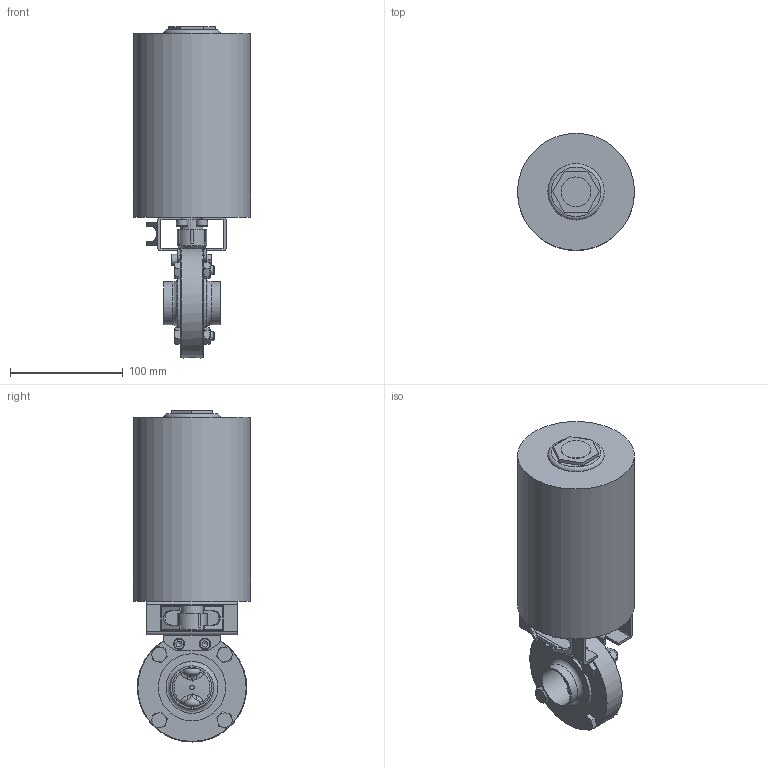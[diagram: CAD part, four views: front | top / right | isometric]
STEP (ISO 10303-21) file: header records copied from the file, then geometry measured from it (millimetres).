
FILE_DESCRIPTION((''),'2;1');
FILE_NAME('52204112XX20.stp','2010-11-26T09:00:28',('Creator'),(''),'Autodesk Inventor 2010','Autodesk Inventor 2010','');
FILE_SCHEMA(('AUTOMOTIVE_DESIGN { 1 0 10303 214 1 1 1 1 }'));
Length unit declared in the file: millimetre
Products named in the file (1): 52204112XX20
Bounding box: 103.8 x 103.8 x 294.5 mm (x, y, z)
Volume: 1582933.6 mm3; surface area: 134432 mm2
Topology: 1 solids, 5 shells, 478 faces, 1248 edges, 776 vertices
Faces by surface type: plane 267, cylinder 91, cone 67, bspline 32, torus 19, sphere 2
Full cylindrical faces by diameter (mm): 4.134 x1, 6 x2, 7.2 x2, 7.323 x4, 8 x8, 8.5 x4, 10 x6, 11.4 x4, 12 x2, 14.2 x2, 20 x1, 26 x1, 26.5 x1, 28 x1, 35.1 x2, 38.1 x2, 59.5 x2, 97 x1, 103.8 x1
Entity records: 15897 total; most frequent: CARTESIAN_POINT 5341, ORIENTED_EDGE 2188, DIRECTION 2082, EDGE_CURVE 1094, AXIS2_PLACEMENT_3D 810, VERTEX_POINT 734, EDGE_LOOP 626, FACE_OUTER_BOUND 477
